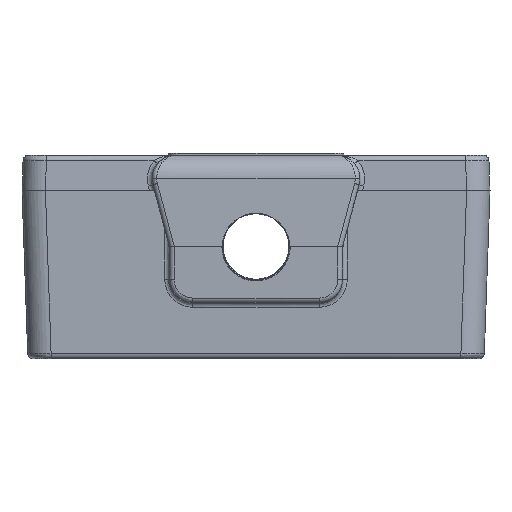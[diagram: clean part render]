
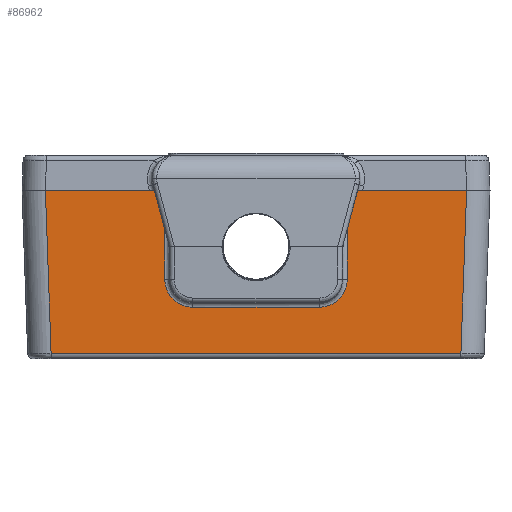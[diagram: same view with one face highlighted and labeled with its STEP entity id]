
A CAD part, left-side view. The second image highlights one B-rep face of the part: STEP entity #86962.
In plain terms, the highlighted planar face has unit normal (-1, 0, -0.018).
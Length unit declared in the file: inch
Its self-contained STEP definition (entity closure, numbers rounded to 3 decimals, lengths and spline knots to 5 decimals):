
#474 = CARTESIAN_POINT ( 'NONE',  ( -2.2641, -0.3375, -0.20206 ) ) ;
#5041 = CARTESIAN_POINT ( 'NONE',  ( -2.2641, 0.35713, -0.20207 ) ) ;
#8952 = DIRECTION ( 'NONE',  ( 0.017, 0.035, -0.999 ) ) ;
#9308 = VECTOR ( 'NONE', #8952, 39.37008 ) ;
#9983 = ORIENTED_EDGE ( 'NONE', *, *, #110155, .F. ) ;
#10139 = CARTESIAN_POINT ( 'NONE',  ( -2.26443, 0.41305, -0.18314 ) ) ;
#11669 = LINE ( 'NONE', #72562, #44028 ) ;
#12894 = EDGE_CURVE ( 'NONE', #154485, #70979, #85565, .T. ) ;
#13071 = CARTESIAN_POINT ( 'NONE',  ( -2.2598, -1.0946, -0.44802 ) ) ;
#13599 = CARTESIAN_POINT ( 'NONE',  ( -2.26672, -0.4875, -0.05206 ) ) ;
#14509 = CARTESIAN_POINT ( 'NONE',  ( -2.26672, 0.4875, -0.05206 ) ) ;
#20985 = EDGE_LOOP ( 'NONE', ( #9983, #221877, #256769, #229969, #194591, #210528, #33872, #147069, #255032, #174011 ) ) ;
#22296 = EDGE_CURVE ( 'NONE', #29836, #41660, #252072, .T. ) ;
#26114 = CARTESIAN_POINT ( 'NONE',  ( -2.26637, 0.48746, -0.0717 ) ) ;
#28301 = VERTEX_POINT ( 'NONE', #230220 ) ;
#29836 = VERTEX_POINT ( 'NONE', #100433 ) ;
#31620 = FACE_OUTER_BOUND ( 'NONE', #20985, .T. ) ;
#33872 = ORIENTED_EDGE ( 'NONE', *, *, #187517, .F. ) ;
#38481 = VECTOR ( 'NONE', #192557, 39.37008 ) ;
#41660 = VERTEX_POINT ( 'NONE', #474 ) ;
#42759 = CARTESIAN_POINT ( 'NONE',  ( -2.275, 0.4875, 0.4225 ) ) ;
#44028 = VECTOR ( 'NONE', #174141, 39.37008 ) ;
#44473 = LINE ( 'NONE', #225424, #181481 ) ;
#47537 = DIRECTION ( 'NONE',  ( 0.017, 0., -1. ) ) ;
#55971 = CARTESIAN_POINT ( 'NONE',  ( -2.26637, -0.4875, -0.0717 ) ) ;
#65789 = DIRECTION ( 'NONE',  ( 0., 1., 0. ) ) ;
#66773 = CARTESIAN_POINT ( 'NONE',  ( -2.25977, 1.0946, -0.44802 ) ) ;
#67165 = CARTESIAN_POINT ( 'NONE',  ( -2.26417, 0.37676, -0.19816 ) ) ;
#67387 = B_SPLINE_CURVE_WITH_KNOTS ( 'NONE', 3,
 ( #91662, #232968, #217061, #73205, #114105, #153622, #194584, #75829, #55971, #13599 ),
 .UNSPECIFIED., .F., .F.,
 ( 4, 2, 2, 2, 4 ),
 ( 0., 0.25, 0.5, 0.75, 1. ),
 .UNSPECIFIED. ) ;
#68448 = CARTESIAN_POINT ( 'NONE',  ( -2.26462, 0.42968, -0.17202 ) ) ;
#70979 = VERTEX_POINT ( 'NONE', #66773 ) ;
#72562 = CARTESIAN_POINT ( 'NONE',  ( -2.275, -1.375, 0.4225 ) ) ;
#73205 = CARTESIAN_POINT ( 'NONE',  ( -2.26443, -0.41306, -0.18317 ) ) ;
#73870 = VERTEX_POINT ( 'NONE', #141445 ) ;
#75829 = CARTESIAN_POINT ( 'NONE',  ( -2.26603, -0.4836, -0.09132 ) ) ;
#80181 = DIRECTION ( 'NONE',  ( 0.017, 0., -1. ) ) ;
#80394 = CARTESIAN_POINT ( 'NONE',  ( -2.2598, -0.6875, -0.44802 ) ) ;
#83057 = CARTESIAN_POINT ( 'NONE',  ( -2.275, -0.4875, 0.4225 ) ) ;
#85565 = LINE ( 'NONE', #80394, #153360 ) ;
#86962 = ADVANCED_FACE ( 'NONE', ( #31620 ), #112260, .F. ) ;
#87087 = VERTEX_POINT ( 'NONE', #83057 ) ;
#91662 = CARTESIAN_POINT ( 'NONE',  ( -2.2641, -0.3375, -0.20206 ) ) ;
#97421 = CARTESIAN_POINT ( 'NONE',  ( -2.25161, 0.4875, -0.91765 ) ) ;
#99383 = EDGE_CURVE ( 'NONE', #70979, #193206, #256997, .T. ) ;
#100433 = CARTESIAN_POINT ( 'NONE',  ( -2.2641, 0.3375, -0.20206 ) ) ;
#108062 = CARTESIAN_POINT ( 'NONE',  ( -2.26672, 0.4875, -0.05206 ) ) ;
#110155 = EDGE_CURVE ( 'NONE', #193206, #238806, #11669, .T. ) ;
#112121 = CARTESIAN_POINT ( 'NONE',  ( -2.2641, -1.375, -0.20206 ) ) ;
#112260 = PLANE ( 'NONE',  #125950 ) ;
#114105 = CARTESIAN_POINT ( 'NONE',  ( -2.26462, -0.42967, -0.17199 ) ) ;
#118988 = VERTEX_POINT ( 'NONE', #14509 ) ;
#122221 = B_SPLINE_CURVE_WITH_KNOTS ( 'NONE', 3,
 ( #108062, #26114, #250597, #144974, #191084, #68448, #10139, #67165, #5041, #147592 ),
 .UNSPECIFIED., .F., .F.,
 ( 4, 2, 2, 2, 4 ),
 ( 0., 0.25, 0.5, 0.75, 1. ),
 .UNSPECIFIED. ) ;
#123992 = VECTOR ( 'NONE', #235905, 39.37008 ) ;
#125950 = AXIS2_PLACEMENT_3D ( 'NONE', #147873, #192691, #47537 ) ;
#129435 = CARTESIAN_POINT ( 'NONE',  ( -2.275, 1.125, 0.4225 ) ) ;
#141445 = CARTESIAN_POINT ( 'NONE',  ( -2.275, -1.125, 0.4225 ) ) ;
#144974 = CARTESIAN_POINT ( 'NONE',  ( -2.2654, 0.46861, -0.12763 ) ) ;
#147069 = ORIENTED_EDGE ( 'NONE', *, *, #22296, .F. ) ;
#147592 = CARTESIAN_POINT ( 'NONE',  ( -2.2641, 0.3375, -0.20206 ) ) ;
#147873 = CARTESIAN_POINT ( 'NONE',  ( -2.25161, -1.375, -0.91765 ) ) ;
#153360 = VECTOR ( 'NONE', #65789, 39.37008 ) ;
#153622 = CARTESIAN_POINT ( 'NONE',  ( -2.26511, -0.45745, -0.14424 ) ) ;
#154485 = VERTEX_POINT ( 'NONE', #13071 ) ;
#155229 = CARTESIAN_POINT ( 'NONE',  ( -2.2598, 1.0946, -0.44802 ) ) ;
#160917 = EDGE_CURVE ( 'NONE', #118988, #29836, #122221, .T. ) ;
#165076 = EDGE_CURVE ( 'NONE', #238806, #118988, #179134, .T. ) ;
#170151 = EDGE_CURVE ( 'NONE', #28301, #87087, #199757, .T. ) ;
#174011 = ORIENTED_EDGE ( 'NONE', *, *, #165076, .F. ) ;
#174141 = DIRECTION ( 'NONE',  ( 0., -1., 0. ) ) ;
#179134 = LINE ( 'NONE', #97421, #239355 ) ;
#181229 = DIRECTION ( 'NONE',  ( -0.017, 0., 1. ) ) ;
#181481 = VECTOR ( 'NONE', #222830, 39.37008 ) ;
#187517 = EDGE_CURVE ( 'NONE', #41660, #28301, #67387, .T. ) ;
#191084 = CARTESIAN_POINT ( 'NONE',  ( -2.26511, 0.45743, -0.14423 ) ) ;
#192557 = DIRECTION ( 'NONE',  ( 0., -1., 0. ) ) ;
#192691 = DIRECTION ( 'NONE',  ( 1., 0., 0.017 ) ) ;
#193206 = VERTEX_POINT ( 'NONE', #129435 ) ;
#194584 = CARTESIAN_POINT ( 'NONE',  ( -2.2654, -0.46858, -0.12761 ) ) ;
#194591 = ORIENTED_EDGE ( 'NONE', *, *, #224522, .F. ) ;
#199757 = LINE ( 'NONE', #240700, #211574 ) ;
#210528 = ORIENTED_EDGE ( 'NONE', *, *, #170151, .F. ) ;
#211080 = LINE ( 'NONE', #248111, #9308 ) ;
#211574 = VECTOR ( 'NONE', #181229, 39.37008 ) ;
#217061 = CARTESIAN_POINT ( 'NONE',  ( -2.26417, -0.37677, -0.19816 ) ) ;
#221877 = ORIENTED_EDGE ( 'NONE', *, *, #99383, .F. ) ;
#222830 = DIRECTION ( 'NONE',  ( 0., -1., 0. ) ) ;
#224522 = EDGE_CURVE ( 'NONE', #87087, #73870, #44473, .T. ) ;
#225424 = CARTESIAN_POINT ( 'NONE',  ( -2.275, -1.375, 0.4225 ) ) ;
#226163 = EDGE_CURVE ( 'NONE', #73870, #154485, #211080, .T. ) ;
#229969 = ORIENTED_EDGE ( 'NONE', *, *, #226163, .F. ) ;
#230220 = CARTESIAN_POINT ( 'NONE',  ( -2.26672, -0.4875, -0.05206 ) ) ;
#232968 = CARTESIAN_POINT ( 'NONE',  ( -2.2641, -0.35714, -0.20203 ) ) ;
#235905 = DIRECTION ( 'NONE',  ( -0.017, 0.035, 0.999 ) ) ;
#238806 = VERTEX_POINT ( 'NONE', #42759 ) ;
#239355 = VECTOR ( 'NONE', #80181, 39.37008 ) ;
#240700 = CARTESIAN_POINT ( 'NONE',  ( -2.25161, -0.4875, -0.91765 ) ) ;
#248111 = CARTESIAN_POINT ( 'NONE',  ( -2.25184, -1.07867, -0.90408 ) ) ;
#250597 = CARTESIAN_POINT ( 'NONE',  ( -2.26603, 0.4836, -0.09133 ) ) ;
#252072 = LINE ( 'NONE', #112121, #38481 ) ;
#255032 = ORIENTED_EDGE ( 'NONE', *, *, #160917, .F. ) ;
#256769 = ORIENTED_EDGE ( 'NONE', *, *, #12894, .F. ) ;
#256997 = LINE ( 'NONE', #155229, #123992 ) ;
